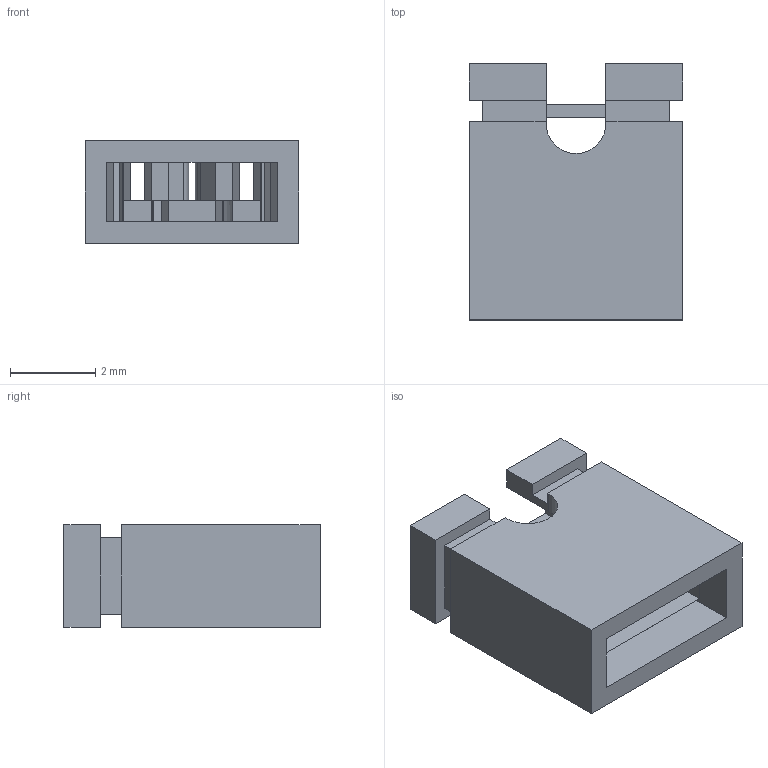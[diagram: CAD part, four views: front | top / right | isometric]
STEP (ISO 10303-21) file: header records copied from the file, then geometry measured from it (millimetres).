
FILE_DESCRIPTION (( 'STEP AP214' ), '1' );
FILE_NAME ('M7583-46_asm.STEP', '2020-02-03T01:55:02', ( '' ), ( '' ), 'SwSTEP 2.0', 'SolidWorks 2019', '' );
FILE_SCHEMA (( 'AUTOMOTIVE_DESIGN' ));
Length unit declared in the file: inch
Products named in the file (3): M7580; M7583-46_asm; M7580-PIN
Assembly tree (2 placements, depth 2):
  M7583-46_asm
    M7580
    M7580-PIN
Bounding box: 5 x 6 x 2.4 mm (x, y, z)
Volume: 34.1 mm3; surface area: 229.5 mm2
Topology: 1 solids, 2 shells, 100 faces, 295 edges, 196 vertices
Faces by surface type: plane 82, cylinder 18
Entity records: 3422 total; most frequent: CARTESIAN_POINT 597, ORIENTED_EDGE 582, DIRECTION 547, EDGE_CURVE 295, VECTOR 255, LINE 255, VERTEX_POINT 196, AXIS2_PLACEMENT_3D 146
